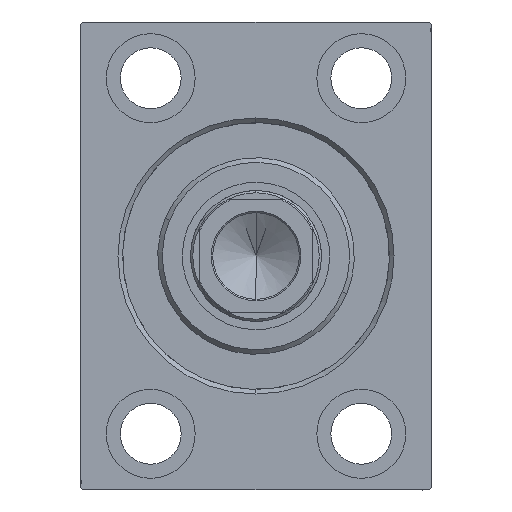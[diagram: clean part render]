
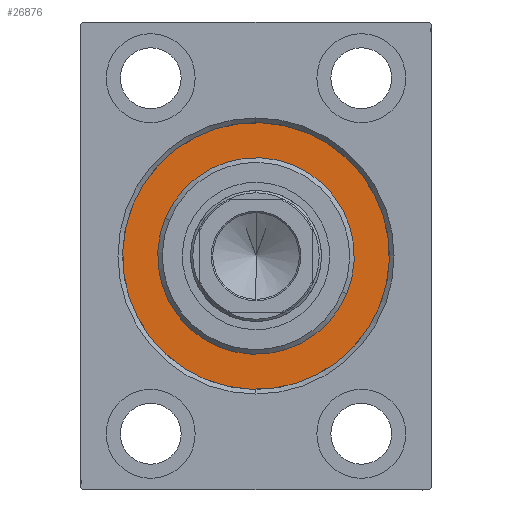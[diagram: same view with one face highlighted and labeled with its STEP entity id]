
A CAD part, left-side view. The second image highlights one B-rep face of the part: STEP entity #26876.
In plain terms, the highlighted face is planar.
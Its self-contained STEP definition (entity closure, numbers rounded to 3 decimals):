
#374 = AXIS2_PLACEMENT_3D ( 'NONE', #25972, #39459, #9215 ) ;
#808 = EDGE_CURVE ( 'NONE', #14975, #20555, #40871, .T. ) ;
#964 = DIRECTION ( 'NONE',  ( 0., 0., 1. ) ) ;
#3176 = EDGE_CURVE ( 'NONE', #31999, #20525, #11170, .T. ) ;
#3285 = DIRECTION ( 'NONE',  ( 0., 0., -1. ) ) ;
#4214 = EDGE_LOOP ( 'NONE', ( #42449, #13913 ) ) ;
#4440 = EDGE_LOOP ( 'NONE', ( #11752, #22264 ) ) ;
#4918 = AXIS2_PLACEMENT_3D ( 'NONE', #26437, #13198, #3285 ) ;
#4937 = AXIS2_PLACEMENT_3D ( 'NONE', #7050, #31295, #20527 ) ;
#5712 = FACE_BOUND ( 'NONE', #4214, .T. ) ;
#7050 = CARTESIAN_POINT ( 'NONE',  ( 0., 0., 0. ) ) ;
#7753 = DIRECTION ( 'NONE',  ( 0., 0., 1. ) ) ;
#8623 = CARTESIAN_POINT ( 'NONE',  ( 0., 0., -21. ) ) ;
#9215 = DIRECTION ( 'NONE',  ( 0., 0., 1. ) ) ;
#11170 = CIRCLE ( 'NONE', #43643, 28.5 ) ;
#11530 = CARTESIAN_POINT ( 'NONE',  ( 0., 0., 0. ) ) ;
#11565 = EDGE_CURVE ( 'NONE', #20525, #31999, #36055, .T. ) ;
#11752 = ORIENTED_EDGE ( 'NONE', *, *, #3176, .F. ) ;
#12524 = PLANE ( 'NONE',  #374 ) ;
#13198 = DIRECTION ( 'NONE',  ( 1., 0., 0. ) ) ;
#13913 = ORIENTED_EDGE ( 'NONE', *, *, #808, .F. ) ;
#14099 = CARTESIAN_POINT ( 'NONE',  ( 0., 0., 28.5 ) ) ;
#14975 = VERTEX_POINT ( 'NONE', #8623 ) ;
#15477 = CIRCLE ( 'NONE', #4937, 21. ) ;
#20525 = VERTEX_POINT ( 'NONE', #14099 ) ;
#20527 = DIRECTION ( 'NONE',  ( 0., 0., -1. ) ) ;
#20555 = VERTEX_POINT ( 'NONE', #24258 ) ;
#21542 = CARTESIAN_POINT ( 'NONE',  ( 0., 0., -28.5 ) ) ;
#22264 = ORIENTED_EDGE ( 'NONE', *, *, #11565, .F. ) ;
#24258 = CARTESIAN_POINT ( 'NONE',  ( 0., 0., 21. ) ) ;
#24520 = CARTESIAN_POINT ( 'NONE',  ( 0., 0., 0. ) ) ;
#25972 = CARTESIAN_POINT ( 'NONE',  ( 0., 0., 0. ) ) ;
#26437 = CARTESIAN_POINT ( 'NONE',  ( 0., 0., 0. ) ) ;
#26876 = ADVANCED_FACE ( 'NONE', ( #5712, #32605 ), #12524, .F. ) ;
#30730 = DIRECTION ( 'NONE',  ( -1., 0., 0. ) ) ;
#31295 = DIRECTION ( 'NONE',  ( 1., 0., 0. ) ) ;
#31999 = VERTEX_POINT ( 'NONE', #21542 ) ;
#32605 = FACE_OUTER_BOUND ( 'NONE', #4440, .T. ) ;
#36055 = CIRCLE ( 'NONE', #38194, 28.5 ) ;
#37993 = DIRECTION ( 'NONE',  ( -1., 0., 0. ) ) ;
#38194 = AXIS2_PLACEMENT_3D ( 'NONE', #11530, #30730, #964 ) ;
#39459 = DIRECTION ( 'NONE',  ( -1., 0., 0. ) ) ;
#40871 = CIRCLE ( 'NONE', #4918, 21. ) ;
#42449 = ORIENTED_EDGE ( 'NONE', *, *, #43045, .F. ) ;
#43045 = EDGE_CURVE ( 'NONE', #20555, #14975, #15477, .T. ) ;
#43643 = AXIS2_PLACEMENT_3D ( 'NONE', #24520, #37993, #7753 ) ;
